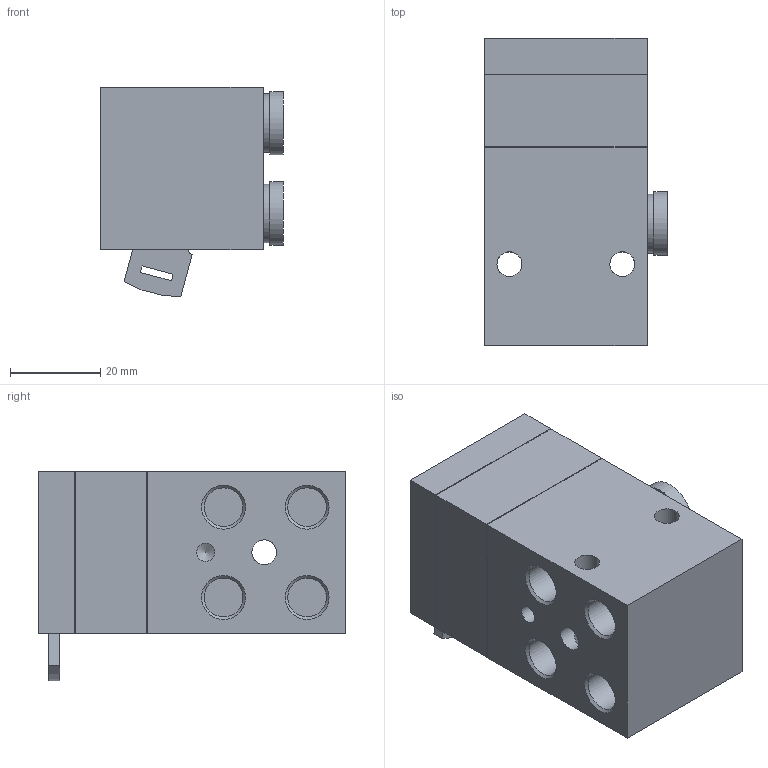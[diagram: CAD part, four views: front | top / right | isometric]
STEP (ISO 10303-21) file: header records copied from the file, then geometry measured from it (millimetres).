
FILE_DESCRIPTION(/* description */ ('STEP AP214'),/* implementation_level */ '2;1');
FILE_NAME(/* name */ '10192_SVS-4-1_8',/* time_stamp */ '2024-09-15T14:46:54+02:00',/* author */ ('License CC BY-ND 4.0'),/* organization */ ('CADENAS'),/* preprocessor_version */ 'ST-DEVELOPER v19.3',/* originating_system */ 'PARTsolutions',/* authorisation */ ' ');
FILE_SCHEMA (('AUTOMOTIVE_DESIGN {1 0 10303 214 3 1 1}'));
Length unit declared in the file: millimetre
Products named in the file (4): 10192 SVS-4-1/8----(0_6); 10192 SVS-4-1/8----(0_6)_p; 2223 O-1/8; DIN-908 G1/8A
Assembly tree (5 placements, depth 2):
  10192 SVS-4-1/8----(0_6)
    10192 SVS-4-1/8----(0_6)_p
    2223 O-1/8  x2
    DIN-908 G1/8A  x2
Bounding box: 40.5 x 68 x 46.5 mm (x, y, z)
Volume: 81407.2 mm3; surface area: 19731.8 mm2
Topology: 5 solids, 5 shells, 202 faces, 509 edges, 332 vertices
Faces by surface type: plane 119, cylinder 56, cone 27
Full cylindrical faces by diameter (mm): 4 x1, 5.5 x6, 6.7 x2, 8.566 x6, 9.728 x2, 10 x3, 13 x2, 14 x2, 20.1 x1, 20.2 x1, 23.9 x1
Entity records: 6239 total; most frequent: CARTESIAN_POINT 926, DIRECTION 886, ORIENTED_EDGE 806, EDGE_CURVE 403, AXIS2_PLACEMENT_3D 311, VERTEX_POINT 283, LINE 264, VECTOR 264
